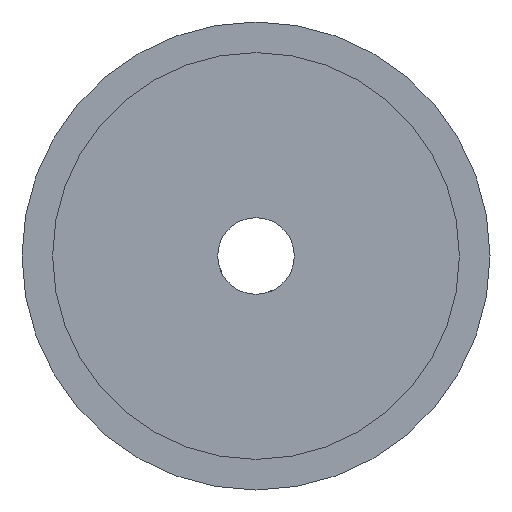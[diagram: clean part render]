
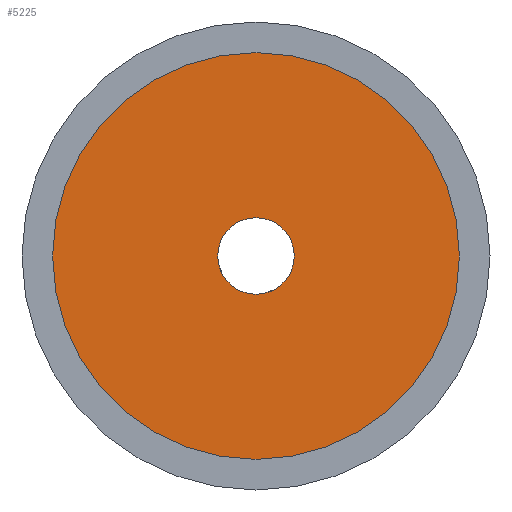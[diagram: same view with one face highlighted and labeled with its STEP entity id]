
A CAD part, left-side view. The second image highlights one B-rep face of the part: STEP entity #5225.
In plain terms, the highlighted planar face has unit normal (-1, 0, 0).
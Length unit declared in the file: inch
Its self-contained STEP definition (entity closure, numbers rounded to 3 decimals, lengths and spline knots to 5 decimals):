
#76 = DIRECTION ( 'NONE',  ( 1., 0., 0. ) ) ;
#81 = AXIS2_PLACEMENT_3D ( 'NONE', #4760, #2126, #5208 ) ;
#217 = FACE_OUTER_BOUND ( 'NONE', #2098, .T. ) ;
#731 = ORIENTED_EDGE ( 'NONE', *, *, #2193, .F. ) ;
#760 = DIRECTION ( 'NONE',  ( 1., 0., 0. ) ) ;
#887 = DIRECTION ( 'NONE',  ( 1., 0., 0. ) ) ;
#932 = PLANE ( 'NONE',  #4965 ) ;
#991 = VERTEX_POINT ( 'NONE', #1569 ) ;
#1069 = EDGE_LOOP ( 'NONE', ( #3664, #1929 ) ) ;
#1112 = CIRCLE ( 'NONE', #81, 1.66 ) ;
#1215 = EDGE_CURVE ( 'NONE', #2410, #991, #5290, .T. ) ;
#1472 = AXIS2_PLACEMENT_3D ( 'NONE', #4477, #1835, #4920 ) ;
#1544 = VERTEX_POINT ( 'NONE', #3397 ) ;
#1569 = CARTESIAN_POINT ( 'NONE',  ( -0.01, 0., -0.3125 ) ) ;
#1664 = EDGE_CURVE ( 'NONE', #1544, #4532, #1112, .T. ) ;
#1835 = DIRECTION ( 'NONE',  ( 1., 0., 0. ) ) ;
#1929 = ORIENTED_EDGE ( 'NONE', *, *, #1215, .T. ) ;
#2098 = EDGE_LOOP ( 'NONE', ( #4813, #731 ) ) ;
#2126 = DIRECTION ( 'NONE',  ( 1., 0., 0. ) ) ;
#2193 = EDGE_CURVE ( 'NONE', #4532, #1544, #5599, .T. ) ;
#2250 = CARTESIAN_POINT ( 'NONE',  ( -0.01, 0., 1.66 ) ) ;
#2265 = CARTESIAN_POINT ( 'NONE',  ( -0.01, 0., 0.3125 ) ) ;
#2410 = VERTEX_POINT ( 'NONE', #2265 ) ;
#3143 = DIRECTION ( 'NONE',  ( 0., 0., -1. ) ) ;
#3392 = CARTESIAN_POINT ( 'NONE',  ( -0.01, 0., 0. ) ) ;
#3397 = CARTESIAN_POINT ( 'NONE',  ( -0.01, 0., -1.66 ) ) ;
#3516 = CARTESIAN_POINT ( 'NONE',  ( -0.01, 0., 0. ) ) ;
#3664 = ORIENTED_EDGE ( 'NONE', *, *, #5555, .T. ) ;
#3837 = DIRECTION ( 'NONE',  ( 0., 0., -1. ) ) ;
#3959 = DIRECTION ( 'NONE',  ( 0., 0., -1. ) ) ;
#4110 = CIRCLE ( 'NONE', #5441, 0.3125 ) ;
#4477 = CARTESIAN_POINT ( 'NONE',  ( -0.01, 0., 0. ) ) ;
#4532 = VERTEX_POINT ( 'NONE', #2250 ) ;
#4760 = CARTESIAN_POINT ( 'NONE',  ( -0.01, 0., 0. ) ) ;
#4813 = ORIENTED_EDGE ( 'NONE', *, *, #1664, .F. ) ;
#4872 = CARTESIAN_POINT ( 'NONE',  ( -0.01, 0., 0. ) ) ;
#4920 = DIRECTION ( 'NONE',  ( 0., 0., -1. ) ) ;
#4965 = AXIS2_PLACEMENT_3D ( 'NONE', #4872, #76, #3143 ) ;
#5208 = DIRECTION ( 'NONE',  ( 0., 0., -1. ) ) ;
#5225 = ADVANCED_FACE ( 'NONE', ( #5624, #217 ), #932, .F. ) ;
#5227 = AXIS2_PLACEMENT_3D ( 'NONE', #3392, #760, #3837 ) ;
#5290 = CIRCLE ( 'NONE', #1472, 0.3125 ) ;
#5441 = AXIS2_PLACEMENT_3D ( 'NONE', #3516, #887, #3959 ) ;
#5555 = EDGE_CURVE ( 'NONE', #991, #2410, #4110, .T. ) ;
#5599 = CIRCLE ( 'NONE', #5227, 1.66 ) ;
#5624 = FACE_BOUND ( 'NONE', #1069, .T. ) ;
